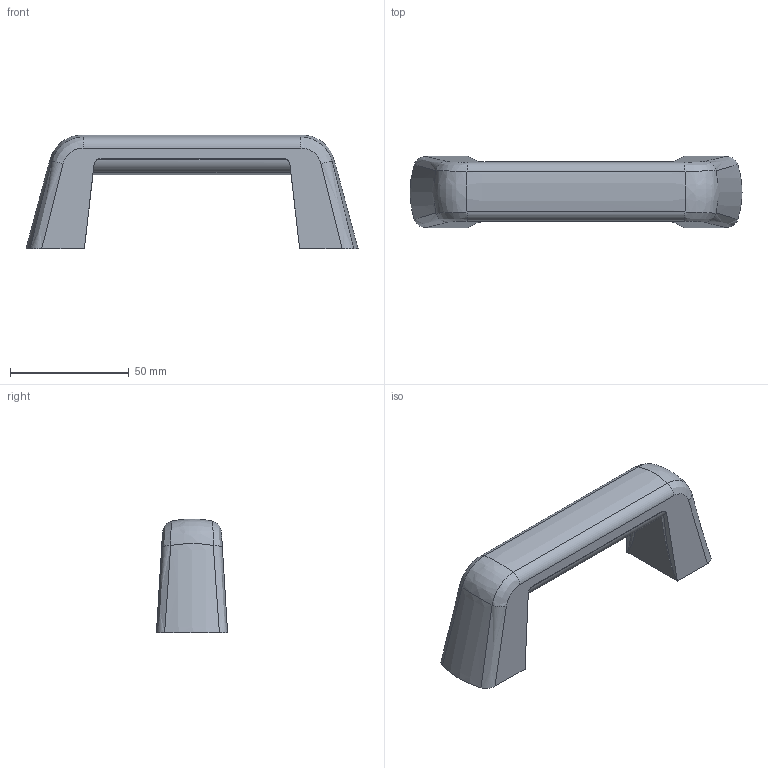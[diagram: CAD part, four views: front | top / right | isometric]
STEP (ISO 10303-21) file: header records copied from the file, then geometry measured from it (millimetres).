
FILE_DESCRIPTION( ( 'Unknown' ), '1' );
FILE_NAME( '6146010_MS110.stp', 'Unknown', ( 'Unknown' ), ( 'Unknown' ), 'PSStep 11.0', 'Unknown', ' ' );
FILE_SCHEMA( ( 'AUTOMOTIVE_DESIGN { 1 0 10303 214 1 1 1 1 }' ) );
Length unit declared in the file: millimetre
Products named in the file (1): 6146010
Bounding box: 139.99 x 30 x 47.9 mm (x, y, z)
Volume: 78259 mm3; surface area: 16140.9 mm2
Topology: 1 solids, 1 shells, 56 faces, 153 edges, 97 vertices
Faces by surface type: plane 16, cylinder 15, bspline 14, extrusion 7, cone 4
Full cylindrical faces by diameter (mm): 4.917 x4, 8 x2
Entity records: 4755 total; most frequent: CARTESIAN_POINT 3127, ORIENTED_EDGE 262, DIRECTION 185, EDGE_CURVE 131, VERTEX_POINT 91, AXIS2_PLACEMENT_3D 70, EDGE_LOOP 68, B_SPLINE_CURVE_WITH_KNOTS 66
